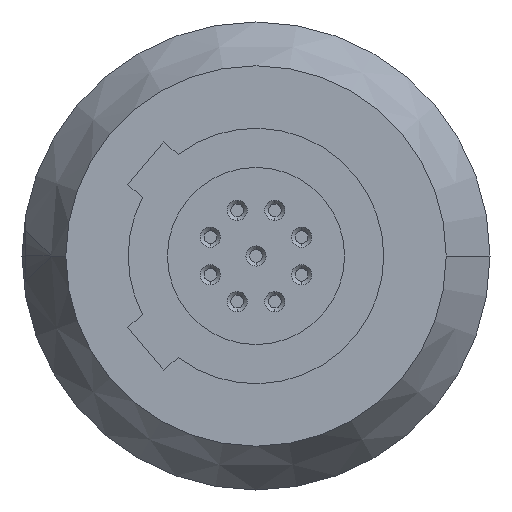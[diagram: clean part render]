
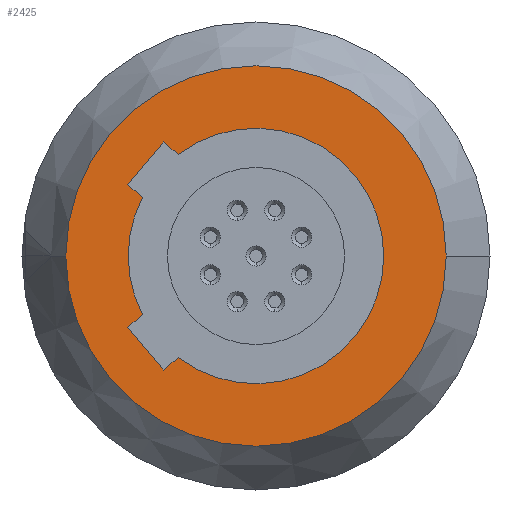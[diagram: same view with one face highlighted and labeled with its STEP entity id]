
A CAD part, left-side view. The second image highlights one B-rep face of the part: STEP entity #2425.
In plain terms, the highlighted planar face has unit normal (-1, 0, 0).
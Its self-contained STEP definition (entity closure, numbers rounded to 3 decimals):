
#432=CARTESIAN_POINT('',(-15.4,0.,0.));
#433=DIRECTION('',(-1.,0.,0.));
#434=DIRECTION('',(0.,1.,0.));
#435=AXIS2_PLACEMENT_3D('',#432,#433,#434);
#437=CARTESIAN_POINT('',(-15.4,0.,0.));
#438=DIRECTION('',(1.,0.,0.));
#439=DIRECTION('',(0.,1.,0.));
#440=AXIS2_PLACEMENT_3D('',#437,#438,#439);
#442=DIRECTION('',(0.,0.766,0.643));
#443=VECTOR('',#442,0.771);
#444=CARTESIAN_POINT('',(-15.4,4.483,2.325));
#445=LINE('',#444,#443);
#446=DIRECTION('',(0.,-0.766,0.643));
#447=VECTOR('',#446,0.771);
#448=CARTESIAN_POINT('',(-15.4,5.074,-2.821));
#449=LINE('',#448,#447);
#450=DIRECTION('',(0.,0.643,0.766));
#451=VECTOR('',#450,2.2);
#452=CARTESIAN_POINT('',(-15.4,3.659,-4.507));
#453=LINE('',#452,#451);
#454=DIRECTION('',(0.,0.766,-0.643));
#455=VECTOR('',#454,0.771);
#456=CARTESIAN_POINT('',(-15.4,3.069,-4.011));
#457=LINE('',#456,#455);
#458=DIRECTION('',(0.,-0.766,-0.643));
#459=VECTOR('',#458,0.771);
#460=CARTESIAN_POINT('',(-15.4,3.659,4.507));
#461=LINE('',#460,#459);
#462=DIRECTION('',(0.,-0.643,0.766));
#463=VECTOR('',#462,2.2);
#464=CARTESIAN_POINT('',(-15.4,5.074,2.821));
#465=LINE('',#464,#463);
#500=CARTESIAN_POINT('',(-15.4,0.,0.));
#501=DIRECTION('',(1.,0.,0.));
#502=DIRECTION('',(0.,0.608,0.794));
#503=AXIS2_PLACEMENT_3D('',#500,#501,#502);
#527=CARTESIAN_POINT('',(-15.4,0.,0.));
#528=DIRECTION('',(1.,0.,0.));
#529=DIRECTION('',(0.,0.888,-0.46));
#530=AXIS2_PLACEMENT_3D('',#527,#528,#529);
#1494=CARTESIAN_POINT('',(-15.4,-7.518,0.));
#1495=VERTEX_POINT('',#1494);
#1496=CARTESIAN_POINT('',(-15.4,7.518,0.));
#1497=VERTEX_POINT('',#1496);
#1823=CARTESIAN_POINT('',(-15.4,5.074,2.821));
#1824=VERTEX_POINT('',#1823);
#1825=CARTESIAN_POINT('',(-15.4,3.659,4.507));
#1826=VERTEX_POINT('',#1825);
#1835=CARTESIAN_POINT('',(-15.4,3.659,-4.507));
#1836=VERTEX_POINT('',#1835);
#1837=CARTESIAN_POINT('',(-15.4,5.074,-2.821));
#1838=VERTEX_POINT('',#1837);
#1839=CARTESIAN_POINT('',(-15.4,4.483,2.325));
#1840=VERTEX_POINT('',#1839);
#1841=CARTESIAN_POINT('',(-15.4,3.069,4.011));
#1842=VERTEX_POINT('',#1841);
#1843=CARTESIAN_POINT('',(-15.4,3.069,-4.011));
#1844=VERTEX_POINT('',#1843);
#1845=CARTESIAN_POINT('',(-15.4,4.483,-2.325));
#1846=VERTEX_POINT('',#1845);
#2398=CARTESIAN_POINT('',(-15.4,0.,0.));
#2399=DIRECTION('',(1.,0.,0.));
#2400=DIRECTION('',(0.,-1.,0.));
#2401=AXIS2_PLACEMENT_3D('',#2398,#2399,#2400);
#2402=PLANE('',#2401);
#2403=ORIENTED_EDGE('',*,*,#2291,.F.);
#2404=ORIENTED_EDGE('',*,*,#2384,.T.);
#2405=EDGE_LOOP('',(#2403,#2404));
#2406=FACE_OUTER_BOUND('',#2405,.F.);
#2408=ORIENTED_EDGE('',*,*,#2407,.F.);
#2410=ORIENTED_EDGE('',*,*,#2409,.F.);
#2412=ORIENTED_EDGE('',*,*,#2411,.F.);
#2414=ORIENTED_EDGE('',*,*,#2413,.F.);
#2416=ORIENTED_EDGE('',*,*,#2415,.F.);
#2418=ORIENTED_EDGE('',*,*,#2417,.F.);
#2420=ORIENTED_EDGE('',*,*,#2419,.F.);
#2422=ORIENTED_EDGE('',*,*,#2421,.F.);
#2423=EDGE_LOOP('',(#2408,#2410,#2412,#2414,#2416,#2418,#2420,#2422));
#2424=FACE_BOUND('',#2423,.F.);
#436=CIRCLE('',#435,7.518);
#441=CIRCLE('',#440,7.518);
#504=CIRCLE('',#503,5.05);
#531=CIRCLE('',#530,5.05);
#2291=EDGE_CURVE('',#1497,#1495,#436,.T.);
#2384=EDGE_CURVE('',#1497,#1495,#441,.T.);
#2407=EDGE_CURVE('',#1840,#1824,#445,.T.);
#2409=EDGE_CURVE('',#1846,#1840,#531,.T.);
#2411=EDGE_CURVE('',#1838,#1846,#449,.T.);
#2413=EDGE_CURVE('',#1836,#1838,#453,.T.);
#2415=EDGE_CURVE('',#1844,#1836,#457,.T.);
#2417=EDGE_CURVE('',#1842,#1844,#504,.T.);
#2419=EDGE_CURVE('',#1826,#1842,#461,.T.);
#2421=EDGE_CURVE('',#1824,#1826,#465,.T.);
#2425=ADVANCED_FACE('',(#2406,#2424),#2402,.F.);
